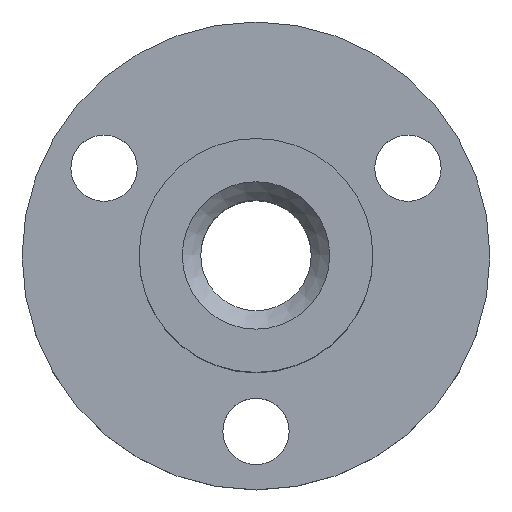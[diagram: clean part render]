
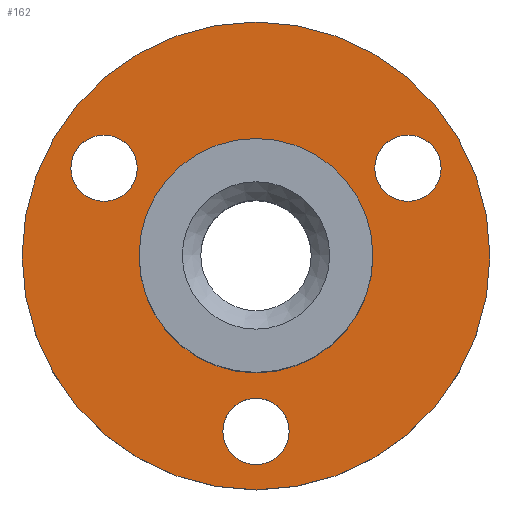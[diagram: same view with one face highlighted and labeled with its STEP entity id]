
A CAD part, top view. The second image highlights one B-rep face of the part: STEP entity #162.
In plain terms, the highlighted planar face has unit normal (0, 0, 1).
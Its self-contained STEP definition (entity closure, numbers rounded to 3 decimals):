
#17=PLANE('',#207);
#37=FACE_BOUND('',#76,.T.);
#38=FACE_BOUND('',#77,.T.);
#39=FACE_BOUND('',#78,.T.);
#40=FACE_BOUND('',#79,.T.);
#51=FACE_OUTER_BOUND('',#75,.T.);
#75=EDGE_LOOP('',(#145));
#76=EDGE_LOOP('',(#146));
#77=EDGE_LOOP('',(#147));
#78=EDGE_LOOP('',(#148));
#79=EDGE_LOOP('',(#149));
#89=CIRCLE('',#198,1.8);
#90=CIRCLE('',#200,1.8);
#91=CIRCLE('',#202,1.8);
#92=CIRCLE('',#204,6.35);
#93=CIRCLE('',#206,12.7);
#103=VERTEX_POINT('',#285);
#104=VERTEX_POINT('',#288);
#105=VERTEX_POINT('',#291);
#106=VERTEX_POINT('',#294);
#107=VERTEX_POINT('',#297);
#117=EDGE_CURVE('',#103,#103,#89,.T.);
#118=EDGE_CURVE('',#104,#104,#90,.T.);
#119=EDGE_CURVE('',#105,#105,#91,.T.);
#120=EDGE_CURVE('',#106,#106,#92,.T.);
#121=EDGE_CURVE('',#107,#107,#93,.T.);
#145=ORIENTED_EDGE('',*,*,#121,.T.);
#146=ORIENTED_EDGE('',*,*,#117,.T.);
#147=ORIENTED_EDGE('',*,*,#118,.T.);
#148=ORIENTED_EDGE('',*,*,#119,.T.);
#149=ORIENTED_EDGE('',*,*,#120,.T.);
#162=ADVANCED_FACE('',(#51,#37,#38,#39,#40),#17,.T.);
#198=AXIS2_PLACEMENT_3D('',#286,#240,#241);
#200=AXIS2_PLACEMENT_3D('',#289,#244,#245);
#202=AXIS2_PLACEMENT_3D('',#292,#248,#249);
#204=AXIS2_PLACEMENT_3D('',#295,#252,#253);
#206=AXIS2_PLACEMENT_3D('',#298,#256,#257);
#207=AXIS2_PLACEMENT_3D('',#299,#258,#259);
#240=DIRECTION('center_axis',(0.,0.,-1.));
#241=DIRECTION('ref_axis',(0.5,0.866,0.));
#244=DIRECTION('center_axis',(0.,0.,-1.));
#245=DIRECTION('ref_axis',(0.5,-0.866,0.));
#248=DIRECTION('center_axis',(0.,0.,-1.));
#249=DIRECTION('ref_axis',(-1.,0.,0.));
#252=DIRECTION('center_axis',(0.,0.,-1.));
#253=DIRECTION('ref_axis',(-1.,0.,0.));
#256=DIRECTION('center_axis',(0.,0.,1.));
#257=DIRECTION('ref_axis',(-1.,0.,0.));
#258=DIRECTION('center_axis',(0.,0.,1.));
#259=DIRECTION('ref_axis',(1.,0.,0.));
#285=CARTESIAN_POINT('',(-9.149,3.204,3.81));
#286=CARTESIAN_POINT('Origin',(-8.249,4.763,3.81));
#288=CARTESIAN_POINT('',(7.349,6.321,3.81));
#289=CARTESIAN_POINT('Origin',(8.249,4.763,3.81));
#291=CARTESIAN_POINT('',(1.8,-9.525,3.81));
#292=CARTESIAN_POINT('Origin',(0.,-9.525,3.81));
#294=CARTESIAN_POINT('',(6.35,0.,3.81));
#295=CARTESIAN_POINT('Origin',(0.,0.,3.81));
#297=CARTESIAN_POINT('',(12.7,0.,3.81));
#298=CARTESIAN_POINT('Origin',(0.,0.,3.81));
#299=CARTESIAN_POINT('Origin',(0.,0.,
3.81));
